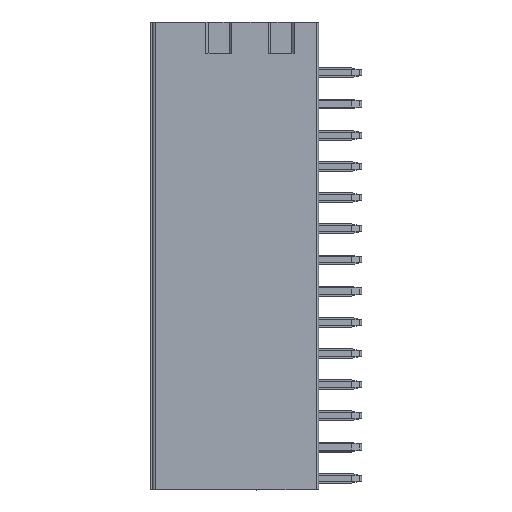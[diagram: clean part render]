
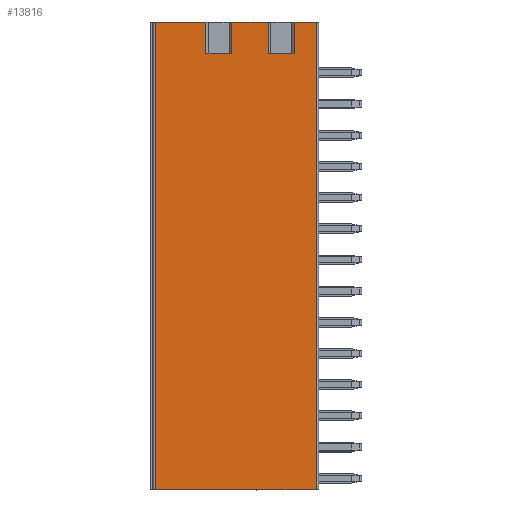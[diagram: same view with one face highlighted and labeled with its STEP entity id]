
A CAD part, top view. The second image highlights one B-rep face of the part: STEP entity #13816.
In plain terms, the highlighted planar face has unit normal (0, 0, 1).
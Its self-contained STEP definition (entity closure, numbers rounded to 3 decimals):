
#597=DIRECTION('',(0.,1.,0.));
#598=VECTOR('',#597,38.1);
#599=CARTESIAN_POINT('',(-13.3,-33.02,0.));
#600=LINE('',#599,#598);
#601=DIRECTION('',(0.,1.,0.));
#602=VECTOR('',#601,2.54);
#603=CARTESIAN_POINT('',(-9.18,2.54,0.));
#604=LINE('',#603,#602);
#605=DIRECTION('',(1.,0.,0.));
#606=VECTOR('',#605,2.1);
#607=CARTESIAN_POINT('',(-9.18,2.54,0.));
#608=LINE('',#607,#606);
#609=DIRECTION('',(0.,1.,0.));
#610=VECTOR('',#609,2.54);
#611=CARTESIAN_POINT('',(-7.08,2.54,0.));
#612=LINE('',#611,#610);
#613=DIRECTION('',(0.,1.,0.));
#614=VECTOR('',#613,2.54);
#615=CARTESIAN_POINT('',(-4.1,2.54,0.));
#616=LINE('',#615,#614);
#617=DIRECTION('',(1.,0.,0.));
#618=VECTOR('',#617,2.1);
#619=CARTESIAN_POINT('',(-4.1,2.54,0.));
#620=LINE('',#619,#618);
#621=DIRECTION('',(0.,1.,0.));
#622=VECTOR('',#621,2.54);
#623=CARTESIAN_POINT('',(-2.,2.54,0.));
#624=LINE('',#623,#622);
#625=DIRECTION('',(0.,1.,0.));
#626=VECTOR('',#625,38.1);
#627=CARTESIAN_POINT('',(-0.2,-33.02,0.));
#628=LINE('',#627,#626);
#3184=DIRECTION('',(1.,0.,0.));
#3185=VECTOR('',#3184,13.1);
#3186=CARTESIAN_POINT('',(-13.3,-33.02,0.));
#3187=LINE('',#3186,#3185);
#3959=DIRECTION('',(1.,0.,0.));
#3960=VECTOR('',#3959,2.98);
#3961=CARTESIAN_POINT('',(-7.08,5.08,0.));
#3962=LINE('',#3961,#3960);
#3975=DIRECTION('',(1.,0.,0.));
#3976=VECTOR('',#3975,4.12);
#3977=CARTESIAN_POINT('',(-13.3,5.08,0.));
#3978=LINE('',#3977,#3976);
#4064=DIRECTION('',(1.,0.,0.));
#4065=VECTOR('',#4064,1.8);
#4066=CARTESIAN_POINT('',(-2.,5.08,0.));
#4067=LINE('',#4066,#4065);
#10585=CARTESIAN_POINT('',(-13.3,5.08,0.));
#10586=VERTEX_POINT('',#10585);
#10587=CARTESIAN_POINT('',(-0.2,5.08,0.));
#10589=VERTEX_POINT('',#10587);
#10668=CARTESIAN_POINT('',(-4.1,5.08,0.));
#10670=VERTEX_POINT('',#10668);
#10671=CARTESIAN_POINT('',(-2.,5.08,0.));
#10673=VERTEX_POINT('',#10671);
#10679=CARTESIAN_POINT('',(-9.18,5.08,0.));
#10680=VERTEX_POINT('',#10679);
#10681=CARTESIAN_POINT('',(-7.08,5.08,0.));
#10682=VERTEX_POINT('',#10681);
#10700=CARTESIAN_POINT('',(-4.1,2.54,0.));
#10702=VERTEX_POINT('',#10700);
#10703=CARTESIAN_POINT('',(-2.,2.54,0.));
#10705=VERTEX_POINT('',#10703);
#10711=CARTESIAN_POINT('',(-9.18,2.54,0.));
#10712=VERTEX_POINT('',#10711);
#10713=CARTESIAN_POINT('',(-7.08,2.54,0.));
#10714=VERTEX_POINT('',#10713);
#12813=CARTESIAN_POINT('',(-13.3,-33.02,0.));
#12814=VERTEX_POINT('',#12813);
#12815=CARTESIAN_POINT('',(-0.2,-33.02,0.));
#12816=VERTEX_POINT('',#12815);
#13786=CARTESIAN_POINT('',(-13.3,0.,0.));
#13787=DIRECTION('',(0.,0.,1.));
#13788=DIRECTION('',(1.,0.,0.));
#13789=AXIS2_PLACEMENT_3D('',#13786,#13787,#13788);
#13790=PLANE('',#13789);
#13792=ORIENTED_EDGE('',*,*,#13791,.F.);
#13794=ORIENTED_EDGE('',*,*,#13793,.F.);
#13795=ORIENTED_EDGE('',*,*,#13776,.T.);
#13797=ORIENTED_EDGE('',*,*,#13796,.T.);
#13799=ORIENTED_EDGE('',*,*,#13798,.F.);
#13801=ORIENTED_EDGE('',*,*,#13800,.T.);
#13803=ORIENTED_EDGE('',*,*,#13802,.T.);
#13805=ORIENTED_EDGE('',*,*,#13804,.T.);
#13807=ORIENTED_EDGE('',*,*,#13806,.F.);
#13809=ORIENTED_EDGE('',*,*,#13808,.T.);
#13811=ORIENTED_EDGE('',*,*,#13810,.T.);
#13813=ORIENTED_EDGE('',*,*,#13812,.T.);
#13814=EDGE_LOOP('',(#13792,#13794,#13795,#13797,#13799,#13801,#13803,#13805,
#13807,#13809,#13811,#13813));
#13815=FACE_OUTER_BOUND('',#13814,.F.);
#13776=EDGE_CURVE('',#12814,#10586,#600,.T.);
#13791=EDGE_CURVE('',#12816,#10589,#628,.T.);
#13793=EDGE_CURVE('',#12814,#12816,#3187,.T.);
#13796=EDGE_CURVE('',#10586,#10680,#3978,.T.);
#13798=EDGE_CURVE('',#10712,#10680,#604,.T.);
#13800=EDGE_CURVE('',#10712,#10714,#608,.T.);
#13802=EDGE_CURVE('',#10714,#10682,#612,.T.);
#13804=EDGE_CURVE('',#10682,#10670,#3962,.T.);
#13806=EDGE_CURVE('',#10702,#10670,#616,.T.);
#13808=EDGE_CURVE('',#10702,#10705,#620,.T.);
#13810=EDGE_CURVE('',#10705,#10673,#624,.T.);
#13812=EDGE_CURVE('',#10673,#10589,#4067,.T.);
#13816=ADVANCED_FACE('',(#13815),#13790,.T.);
